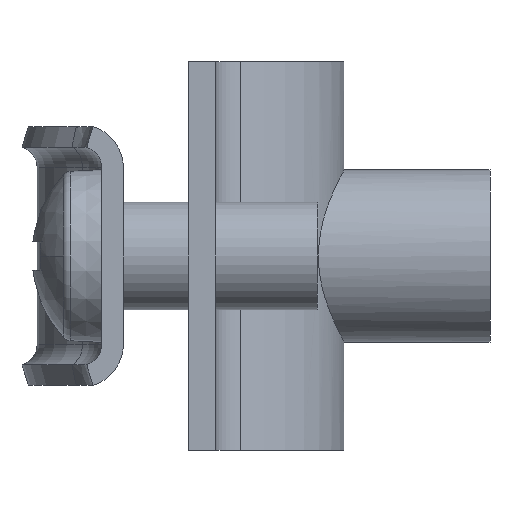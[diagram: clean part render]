
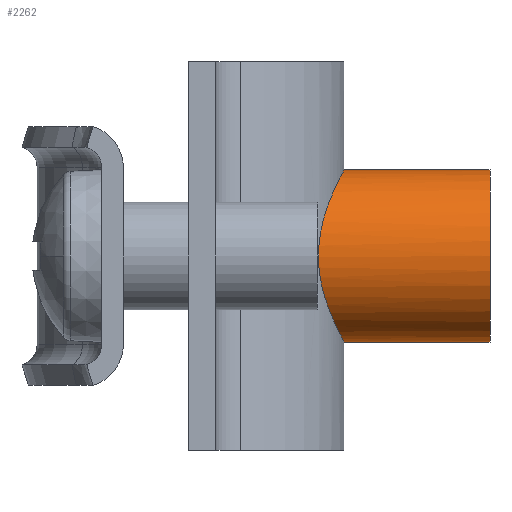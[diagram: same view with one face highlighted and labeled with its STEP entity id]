
A CAD part, left-side view. The second image highlights one B-rep face of the part: STEP entity #2262.
In plain terms, the highlighted cylindrical face has radius 4 mm (diameter 8 mm), a partial arc.
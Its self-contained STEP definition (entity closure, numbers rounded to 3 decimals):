
#36 = EDGE_CURVE ( 'NONE', #536, #339, #713, .T. ) ;
#94 = CARTESIAN_POINT ( 'NONE',  ( -2.026, -6.965, -3.459 ) ) ;
#108 = EDGE_CURVE ( 'NONE', #339, #837, #1928, .T. ) ;
#133 = CARTESIAN_POINT ( 'NONE',  ( -2.652, -6.75, -3.005 ) ) ;
#165 = CARTESIAN_POINT ( 'NONE',  ( -1.315, -7.134, -3.787 ) ) ;
#177 = CARTESIAN_POINT ( 'NONE',  ( -3.869, -6.132, -1.05 ) ) ;
#218 = CARTESIAN_POINT ( 'NONE',  ( 0., -14., 4. ) ) ;
#290 = ORIENTED_EDGE ( 'NONE', *, *, #108, .T. ) ;
#330 = DIRECTION ( 'NONE',  ( 0., -1., 0. ) ) ;
#338 = CARTESIAN_POINT ( 'NONE',  ( -1.057, -7.177, 3.867 ) ) ;
#339 = VERTEX_POINT ( 'NONE', #2885 ) ;
#365 = CARTESIAN_POINT ( 'NONE',  ( -0.539, -7.235, -3.973 ) ) ;
#411 = CARTESIAN_POINT ( 'NONE',  ( -4., -6.046, -0.259 ) ) ;
#536 = VERTEX_POINT ( 'NONE', #602 ) ;
#540 = CARTESIAN_POINT ( 'NONE',  ( 0., 0.001, 4. ) ) ;
#554 = CARTESIAN_POINT ( 'NONE',  ( -0.537, -7.235, 3.973 ) ) ;
#573 = CARTESIAN_POINT ( 'NONE',  ( -1.311, -7.135, 3.788 ) ) ;
#592 = CARTESIAN_POINT ( 'NONE',  ( -3.866, -6.133, 1.06 ) ) ;
#602 = CARTESIAN_POINT ( 'NONE',  ( 0., -7.25, 4. ) ) ;
#619 = AXIS2_PLACEMENT_3D ( 'NONE', #2115, #807, #2349 ) ;
#713 = B_SPLINE_CURVE_WITH_KNOTS ( 'NONE', 3,
 ( #1238, #1217, #554, #338, #573, #1882, #1443, #791, #2329, #811, #2356, #1044, #1898, #1755, #592, #1457, #1951, #411, #2387, #177, #2833, #2304, #2557, #2792, #2531, #133, #2061, #94, #2366, #165, #1050, #365, #2315, #1860 ),
 .UNSPECIFIED., .F., .F.,
 ( 4, 2, 2, 2, 2, 2, 2, 2, 2, 2, 2, 2, 2, 2, 2, 2, 4 ),
 ( 0.013, 0.014, 0.014, 0.015, 0.016, 0.017, 0.018, 0.018, 0.019, 0.02, 0.021, 0.022, 0.022, 0.023, 0.024, 0.025, 0.026 ),
 .UNSPECIFIED. ) ;
#758 = DIRECTION ( 'NONE',  ( 0., -1., 0. ) ) ;
#791 = CARTESIAN_POINT ( 'NONE',  ( -2.452, -6.826, 3.171 ) ) ;
#807 = DIRECTION ( 'NONE',  ( 0., 1., 0. ) ) ;
#811 = CARTESIAN_POINT ( 'NONE',  ( -3.014, -6.597, 2.643 ) ) ;
#815 = AXIS2_PLACEMENT_3D ( 'NONE', #2653, #2218, #2636 ) ;
#837 = VERTEX_POINT ( 'NONE', #2816 ) ;
#913 = ORIENTED_EDGE ( 'NONE', *, *, #1904, .F. ) ;
#972 = CIRCLE ( 'NONE', #619, 4. ) ;
#1044 = CARTESIAN_POINT ( 'NONE',  ( -3.464, -6.371, 2.016 ) ) ;
#1050 = CARTESIAN_POINT ( 'NONE',  ( -1.065, -7.176, -3.865 ) ) ;
#1217 = CARTESIAN_POINT ( 'NONE',  ( -0.267, -7.25, 4. ) ) ;
#1238 = CARTESIAN_POINT ( 'NONE',  ( 0., -7.25, 4. ) ) ;
#1411 = VECTOR ( 'NONE', #758, 1000. ) ;
#1415 = VECTOR ( 'NONE', #330, 1000. ) ;
#1443 = CARTESIAN_POINT ( 'NONE',  ( -2.024, -6.965, 3.46 ) ) ;
#1457 = CARTESIAN_POINT ( 'NONE',  ( -3.973, -6.065, 0.536 ) ) ;
#1755 = CARTESIAN_POINT ( 'NONE',  ( -3.788, -6.183, 1.312 ) ) ;
#1860 = CARTESIAN_POINT ( 'NONE',  ( 0., -7.25, -4. ) ) ;
#1882 = CARTESIAN_POINT ( 'NONE',  ( -1.797, -7.028, 3.584 ) ) ;
#1898 = CARTESIAN_POINT ( 'NONE',  ( -3.587, -6.301, 1.788 ) ) ;
#1904 = EDGE_CURVE ( 'NONE', #536, #2272, #2057, .T. ) ;
#1928 = LINE ( 'NONE', #2398, #1415 ) ;
#1951 = CARTESIAN_POINT ( 'NONE',  ( -4., -6.047, 0.273 ) ) ;
#2057 = LINE ( 'NONE', #540, #1411 ) ;
#2061 = CARTESIAN_POINT ( 'NONE',  ( -2.455, -6.825, -3.168 ) ) ;
#2115 = CARTESIAN_POINT ( 'NONE',  ( 0., -14., 0. ) ) ;
#2210 = FACE_OUTER_BOUND ( 'NONE', #2533, .T. ) ;
#2218 = DIRECTION ( 'NONE',  ( 0., -1., 0. ) ) ;
#2262 = ADVANCED_FACE ( 'NONE', ( #2210 ), #2722, .T. ) ;
#2272 = VERTEX_POINT ( 'NONE', #218 ) ;
#2304 = CARTESIAN_POINT ( 'NONE',  ( -3.588, -6.301, -1.787 ) ) ;
#2315 = CARTESIAN_POINT ( 'NONE',  ( -0.27, -7.25, -4. ) ) ;
#2329 = CARTESIAN_POINT ( 'NONE',  ( -2.653, -6.75, 3.004 ) ) ;
#2349 = DIRECTION ( 'NONE',  ( 0., 0., 1. ) ) ;
#2356 = CARTESIAN_POINT ( 'NONE',  ( -3.176, -6.519, 2.446 ) ) ;
#2366 = CARTESIAN_POINT ( 'NONE',  ( -1.795, -7.029, -3.584 ) ) ;
#2387 = CARTESIAN_POINT ( 'NONE',  ( -3.974, -6.064, -0.53 ) ) ;
#2398 = CARTESIAN_POINT ( 'NONE',  ( 0., 0.001, -4. ) ) ;
#2531 = CARTESIAN_POINT ( 'NONE',  ( -3.013, -6.597, -2.643 ) ) ;
#2533 = EDGE_LOOP ( 'NONE', ( #913, #2751, #290, #2770 ) ) ;
#2557 = CARTESIAN_POINT ( 'NONE',  ( -3.465, -6.37, -2.015 ) ) ;
#2589 = EDGE_CURVE ( 'NONE', #837, #2272, #972, .T. ) ;
#2636 = DIRECTION ( 'NONE',  ( 0., 0., -1. ) ) ;
#2653 = CARTESIAN_POINT ( 'NONE',  ( 0., 0.001, 0. ) ) ;
#2722 = CYLINDRICAL_SURFACE ( 'NONE', #815, 4. ) ;
#2751 = ORIENTED_EDGE ( 'NONE', *, *, #36, .T. ) ;
#2770 = ORIENTED_EDGE ( 'NONE', *, *, #2589, .T. ) ;
#2792 = CARTESIAN_POINT ( 'NONE',  ( -3.179, -6.518, -2.442 ) ) ;
#2816 = CARTESIAN_POINT ( 'NONE',  ( 0., -14., -4. ) ) ;
#2833 = CARTESIAN_POINT ( 'NONE',  ( -3.791, -6.181, -1.302 ) ) ;
#2885 = CARTESIAN_POINT ( 'NONE',  ( 0., -7.25, -4. ) ) ;
